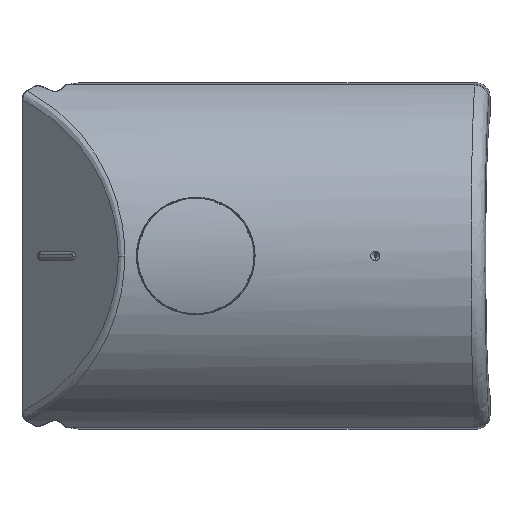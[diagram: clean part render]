
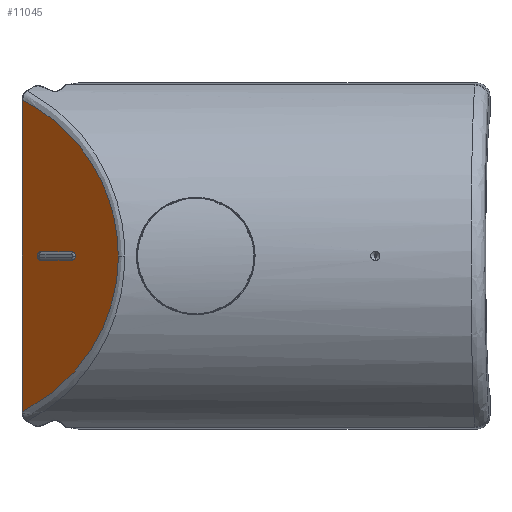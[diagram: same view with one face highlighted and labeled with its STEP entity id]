
A CAD part, left-side view. The second image highlights one B-rep face of the part: STEP entity #11045.
In plain terms, the highlighted planar face has unit normal (-0.707, 0.707, 0).
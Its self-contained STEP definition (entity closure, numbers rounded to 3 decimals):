
#25 = DIRECTION ( 'NONE',  ( 0.707, 0.707, 0. ) ) ;
#247 = ORIENTED_EDGE ( 'NONE', *, *, #30456, .T. ) ;
#1013 = CARTESIAN_POINT ( 'NONE',  ( -19.157, 40.419, -7.345 ) ) ;
#1166 = CARTESIAN_POINT ( 'NONE',  ( -15.317, 44.259, 13.606 ) ) ;
#1539 = ORIENTED_EDGE ( 'NONE', *, *, #31570, .T. ) ;
#1773 =( BOUNDED_CURVE ( )  B_SPLINE_CURVE ( 3, ( #36641, #47075, #1013, #35630 ),
 .UNSPECIFIED., .F., .T. ) 
 B_SPLINE_CURVE_WITH_KNOTS ( ( 4, 4 ),
 ( 5.183, 6.283 ),
 .UNSPECIFIED. ) 
 CURVE ( )  GEOMETRIC_REPRESENTATION_ITEM ( )  RATIONAL_B_SPLINE_CURVE ( ( 1., 0.902, 0.902, 1. ) ) 
 REPRESENTATION_ITEM ( '' )  );
#2041 = CARTESIAN_POINT ( 'NONE',  ( -8.77, 50.806, -16.936 ) ) ;
#2719 = CARTESIAN_POINT ( 'NONE',  ( -8.764, 50.812, -15.791 ) ) ;
#3198 = ORIENTED_EDGE ( 'NONE', *, *, #22534, .T. ) ;
#3382 = AXIS2_PLACEMENT_3D ( 'NONE', #38270, #12036, #64519 ) ;
#4227 = EDGE_CURVE ( 'NONE', #28923, #15630, #30163, .T. ) ;
#4983 = CARTESIAN_POINT ( 'NONE',  ( -10.71, 48.866, 0. ) ) ;
#5025 = LINE ( 'NONE', #56516, #50233 ) ;
#5432 = ORIENTED_EDGE ( 'NONE', *, *, #8020, .T. ) ;
#5771 = EDGE_LOOP ( 'NONE', ( #47976, #247, #31226, #36503, #62773, #62547 ) ) ;
#8020 = EDGE_CURVE ( 'NONE', #25583, #64201, #29770, .T. ) ;
#10889 = CARTESIAN_POINT ( 'NONE',  ( -8.77, 50.806, 16.936 ) ) ;
#11045 = ADVANCED_FACE ( 'NONE', ( #44221, #64743 ), #18659, .F. ) ;
#11848 = CIRCLE ( 'NONE', #39757, 0.45 ) ;
#12036 = DIRECTION ( 'NONE',  ( 0.707, -0.707, 0. ) ) ;
#13475 = CARTESIAN_POINT ( 'NONE',  ( -8.77, 50.806, -16.936 ) ) ;
#13592 = CARTESIAN_POINT ( 'NONE',  ( -6.366, 53.21, 86.401 ) ) ;
#14347 = CARTESIAN_POINT ( 'NONE',  ( -8.761, 50.815, 13.5 ) ) ;
#15630 = VERTEX_POINT ( 'NONE', #15764 ) ;
#15764 = CARTESIAN_POINT ( 'NONE',  ( -10.71, 48.866, 0.45 ) ) ;
#16637 = VERTEX_POINT ( 'NONE', #57979 ) ;
#17261 = CARTESIAN_POINT ( 'NONE',  ( -8.764, 50.812, 15.791 ) ) ;
#18659 = PLANE ( 'NONE',  #61297 ) ;
#19525 = VERTEX_POINT ( 'NONE', #61605 ) ;
#19769 = EDGE_LOOP ( 'NONE', ( #58737, #63480, #1539, #5432, #3198 ) ) ;
#20960 = CARTESIAN_POINT ( 'NONE',  ( -14.175, 45.401, -0.45 ) ) ;
#21295 = CARTESIAN_POINT ( 'NONE',  ( -19.157, 40.419, 7.345 ) ) ;
#22534 = EDGE_CURVE ( 'NONE', #64201, #42571, #39273, .T. ) ;
#22924 = EDGE_CURVE ( 'NONE', #16637, #28923, #23604, .T. ) ;
#23604 = CIRCLE ( 'NONE', #41914, 0.45 ) ;
#25466 = DIRECTION ( 'NONE',  ( 0.707, -0.707, 0. ) ) ;
#25583 = VERTEX_POINT ( 'NONE', #14347 ) ;
#26116 = CARTESIAN_POINT ( 'NONE',  ( -8.761, 50.815, -13.5 ) ) ;
#27758 = VERTEX_POINT ( 'NONE', #50504 ) ;
#28923 = VERTEX_POINT ( 'NONE', #55166 ) ;
#29770 = LINE ( 'NONE', #60451, #63313 ) ;
#30163 = CIRCLE ( 'NONE', #3382, 0.45 ) ;
#30236 = VERTEX_POINT ( 'NONE', #20960 ) ;
#30456 = EDGE_CURVE ( 'NONE', #35531, #30236, #59266, .T. ) ;
#31018 = CARTESIAN_POINT ( 'NONE',  ( -8.761, 50.815, 13.5 ) ) ;
#31226 = ORIENTED_EDGE ( 'NONE', *, *, #54962, .F. ) ;
#31570 = EDGE_CURVE ( 'NONE', #19525, #25583, #66247, .T. ) ;
#32820 = CARTESIAN_POINT ( 'NONE',  ( -14.175, 45.401, 0. ) ) ;
#35531 = VERTEX_POINT ( 'NONE', #66223 ) ;
#35630 = CARTESIAN_POINT ( 'NONE',  ( -19.157, 40.419, 0. ) ) ;
#36202 = CARTESIAN_POINT ( 'NONE',  ( -14.175, 45.401, 0. ) ) ;
#36503 = ORIENTED_EDGE ( 'NONE', *, *, #22924, .T. ) ;
#36546 = DIRECTION ( 'NONE',  ( 0.707, -0.707, 0. ) ) ;
#36641 = CARTESIAN_POINT ( 'NONE',  ( -8.77, 50.806, -16.936 ) ) ;
#37755 = CARTESIAN_POINT ( 'NONE',  ( -8.761, 50.815, 14.645 ) ) ;
#38270 = CARTESIAN_POINT ( 'NONE',  ( -10.71, 48.866, 0. ) ) ;
#39158 = DIRECTION ( 'NONE',  ( 0.707, -0.707, 0. ) ) ;
#39273 = B_SPLINE_CURVE_WITH_KNOTS ( 'NONE', 3,
 ( #54157, #42728, #2719, #2041 ),
 .UNSPECIFIED., .F., .F.,
 ( 4, 4 ),
 ( 0., 0.003 ),
 .UNSPECIFIED. ) ;
#39757 = AXIS2_PLACEMENT_3D ( 'NONE', #36202, #36546, #56748 ) ;
#40685 = DIRECTION ( 'NONE',  ( -0.707, -0.707, 0. ) ) ;
#41188 = VERTEX_POINT ( 'NONE', #54047 ) ;
#41914 = AXIS2_PLACEMENT_3D ( 'NONE', #4983, #25466, #52402 ) ;
#42571 = VERTEX_POINT ( 'NONE', #13475 ) ;
#42728 = CARTESIAN_POINT ( 'NONE',  ( -8.761, 50.815, -14.645 ) ) ;
#43700 = EDGE_CURVE ( 'NONE', #27758, #15630, #56845, .T. ) ;
#44207 = AXIS2_PLACEMENT_3D ( 'NONE', #32820, #53364, #63816 ) ;
#44221 = FACE_OUTER_BOUND ( 'NONE', #19769, .T. ) ;
#45746 = CARTESIAN_POINT ( 'NONE',  ( -10.392, 49.184, 0.45 ) ) ;
#47075 = CARTESIAN_POINT ( 'NONE',  ( -15.317, 44.259, -13.606 ) ) ;
#47419 =( BOUNDED_CURVE ( )  B_SPLINE_CURVE ( 3, ( #56998, #21295, #1166, #10889 ),
 .UNSPECIFIED., .F., .T. ) 
 B_SPLINE_CURVE_WITH_KNOTS ( ( 4, 4 ),
 ( 0., 1.1 ),
 .UNSPECIFIED. ) 
 CURVE ( )  GEOMETRIC_REPRESENTATION_ITEM ( )  RATIONAL_B_SPLINE_CURVE ( ( 1., 0.902, 0.902, 1. ) ) 
 REPRESENTATION_ITEM ( '' )  );
#47976 = ORIENTED_EDGE ( 'NONE', *, *, #60452, .T. ) ;
#50233 = VECTOR ( 'NONE', #40685, 1000. ) ;
#50335 = DIRECTION ( 'NONE',  ( 0., 0., -1. ) ) ;
#50504 = CARTESIAN_POINT ( 'NONE',  ( -14.175, 45.401, 0.45 ) ) ;
#51119 = EDGE_CURVE ( 'NONE', #41188, #19525, #47419, .T. ) ;
#52402 = DIRECTION ( 'NONE',  ( 0.707, 0.707, 0. ) ) ;
#53364 = DIRECTION ( 'NONE',  ( 0.707, -0.707, 0. ) ) ;
#54047 = CARTESIAN_POINT ( 'NONE',  ( -19.157, 40.419, 0. ) ) ;
#54157 = CARTESIAN_POINT ( 'NONE',  ( -8.761, 50.815, -13.5 ) ) ;
#54962 = EDGE_CURVE ( 'NONE', #16637, #30236, #5025, .T. ) ;
#55166 = CARTESIAN_POINT ( 'NONE',  ( -10.392, 49.184, 0. ) ) ;
#56516 = CARTESIAN_POINT ( 'NONE',  ( -10.392, 49.184, -0.45 ) ) ;
#56748 = DIRECTION ( 'NONE',  ( 0.707, 0.707, 0. ) ) ;
#56845 = LINE ( 'NONE', #45746, #57424 ) ;
#56998 = CARTESIAN_POINT ( 'NONE',  ( -19.157, 40.419, 0. ) ) ;
#57424 = VECTOR ( 'NONE', #25, 1000. ) ;
#57979 = CARTESIAN_POINT ( 'NONE',  ( -10.71, 48.866, -0.45 ) ) ;
#58737 = ORIENTED_EDGE ( 'NONE', *, *, #63897, .T. ) ;
#59266 = CIRCLE ( 'NONE', #44207, 0.45 ) ;
#59721 = DIRECTION ( 'NONE',  ( 0.707, 0.707, 0. ) ) ;
#60451 = CARTESIAN_POINT ( 'NONE',  ( -8.761, 50.815, 86.401 ) ) ;
#60452 = EDGE_CURVE ( 'NONE', #27758, #35531, #11848, .T. ) ;
#61297 = AXIS2_PLACEMENT_3D ( 'NONE', #13592, #39158, #59721 ) ;
#61605 = CARTESIAN_POINT ( 'NONE',  ( -8.77, 50.806, 16.936 ) ) ;
#62547 = ORIENTED_EDGE ( 'NONE', *, *, #43700, .F. ) ;
#62773 = ORIENTED_EDGE ( 'NONE', *, *, #4227, .T. ) ;
#63313 = VECTOR ( 'NONE', #50335, 1000. ) ;
#63344 = CARTESIAN_POINT ( 'NONE',  ( -8.77, 50.806, 16.936 ) ) ;
#63480 = ORIENTED_EDGE ( 'NONE', *, *, #51119, .T. ) ;
#63816 = DIRECTION ( 'NONE',  ( 0.707, 0.707, 0. ) ) ;
#63897 = EDGE_CURVE ( 'NONE', #42571, #41188, #1773, .T. ) ;
#64201 = VERTEX_POINT ( 'NONE', #26116 ) ;
#64519 = DIRECTION ( 'NONE',  ( 0.707, 0.707, 0. ) ) ;
#64743 = FACE_BOUND ( 'NONE', #5771, .T. ) ;
#66223 = CARTESIAN_POINT ( 'NONE',  ( -14.493, 45.083, 0. ) ) ;
#66247 = B_SPLINE_CURVE_WITH_KNOTS ( 'NONE', 3,
 ( #63344, #17261, #37755, #31018 ),
 .UNSPECIFIED., .F., .F.,
 ( 4, 4 ),
 ( 0., 0.003 ),
 .UNSPECIFIED. ) ;
